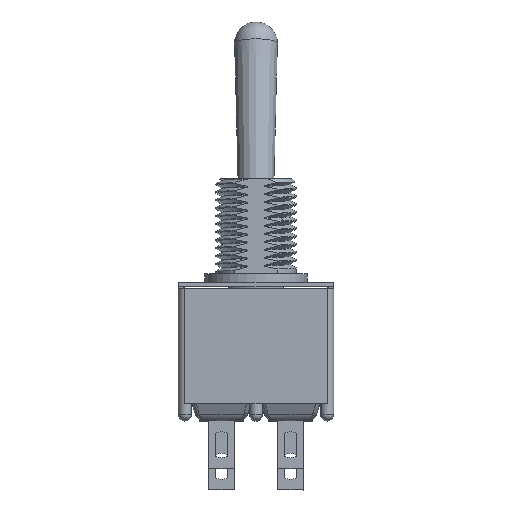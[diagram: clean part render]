
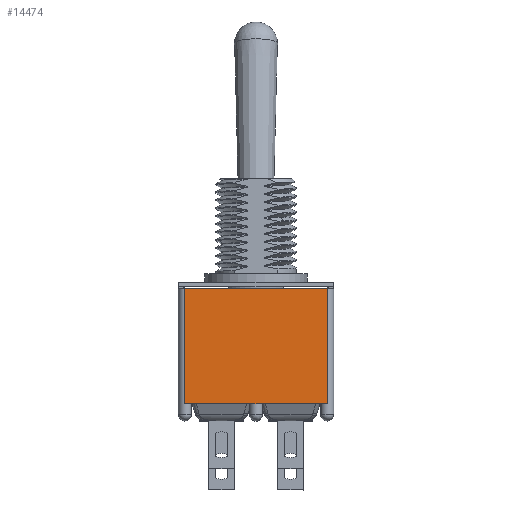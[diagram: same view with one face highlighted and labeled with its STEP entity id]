
A CAD part, top view. The second image highlights one B-rep face of the part: STEP entity #14474.
In plain terms, the highlighted planar face has unit normal (0, 0, 1).
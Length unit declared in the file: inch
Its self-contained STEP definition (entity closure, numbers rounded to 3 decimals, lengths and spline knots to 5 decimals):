
#4938=ORIENTED_EDGE('',*,*,#7224,.T.);
#4939=ORIENTED_EDGE('',*,*,#5440,.F.);
#4940=ORIENTED_EDGE('',*,*,#6069,.T.);
#4941=ORIENTED_EDGE('',*,*,#5446,.F.);
#4942=ORIENTED_EDGE('',*,*,#7421,.T.);
#5440=EDGE_CURVE('',#7590,#7591,#8948,.T.);
#5446=EDGE_CURVE('',#7596,#7597,#8950,.T.);
#6069=EDGE_CURVE('',#7590,#7597,#9279,.T.);
#7224=EDGE_CURVE('',#8802,#7591,#10184,.T.);
#7421=EDGE_CURVE('',#7596,#8802,#10296,.T.);
#7590=VERTEX_POINT('',#19310);
#7591=VERTEX_POINT('',#19311);
#7596=VERTEX_POINT('',#19323);
#7597=VERTEX_POINT('',#19325);
#8802=VERTEX_POINT('',#27671);
#8948=LINE('',#19309,#10396);
#8950=LINE('',#19324,#10398);
#9279=LINE('',#24074,#10727);
#10184=LINE('',#27670,#11632);
#10296=LINE('',#28911,#11744);
#10396=VECTOR('',#15650,39.37008);
#10398=VECTOR('',#15664,39.37008);
#10727=VECTOR('',#16455,39.37008);
#11632=VECTOR('',#18382,39.37008);
#11744=VECTOR('',#18752,39.37008);
#12510=EDGE_LOOP('',(#4938,#4939,#4940,#4941,#4942));
#13296=FACE_BOUND('',#12510,.T.);
#13781=PLANE('',#15465);
#14474=ADVANCED_FACE('',(#13296),#13781,.T.);
#15465=AXIS2_PLACEMENT_3D('',#28910,#18750,#18751);
#15650=DIRECTION('',(0.,-1.,0.));
#15664=DIRECTION('',(0.,1.,0.));
#16455=DIRECTION('',(-1.,0.,0.));
#18382=DIRECTION('',(1.,0.,0.));
#18750=DIRECTION('',(0.,0.,1.));
#18751=DIRECTION('',(1.,0.,0.));
#18752=DIRECTION('',(1.,0.,0.));
#19309=CARTESIAN_POINT('',(0.165,0.307,0.16));
#19310=CARTESIAN_POINT('',(0.165,0.307,0.16));
#19311=CARTESIAN_POINT('',(0.165,0.04,0.16));
#19323=CARTESIAN_POINT('',(-0.165,0.04,0.16));
#19324=CARTESIAN_POINT('',(-0.165,0.04,0.16));
#19325=CARTESIAN_POINT('',(-0.165,0.307,0.16));
#24074=CARTESIAN_POINT('',(0.165,0.307,0.16));
#27670=CARTESIAN_POINT('',(0.,0.04,0.16));
#27671=CARTESIAN_POINT('',(0.,0.04,0.16));
#28910=CARTESIAN_POINT('',(0.18,0.04,0.16));
#28911=CARTESIAN_POINT('',(-0.165,0.04,0.16));
